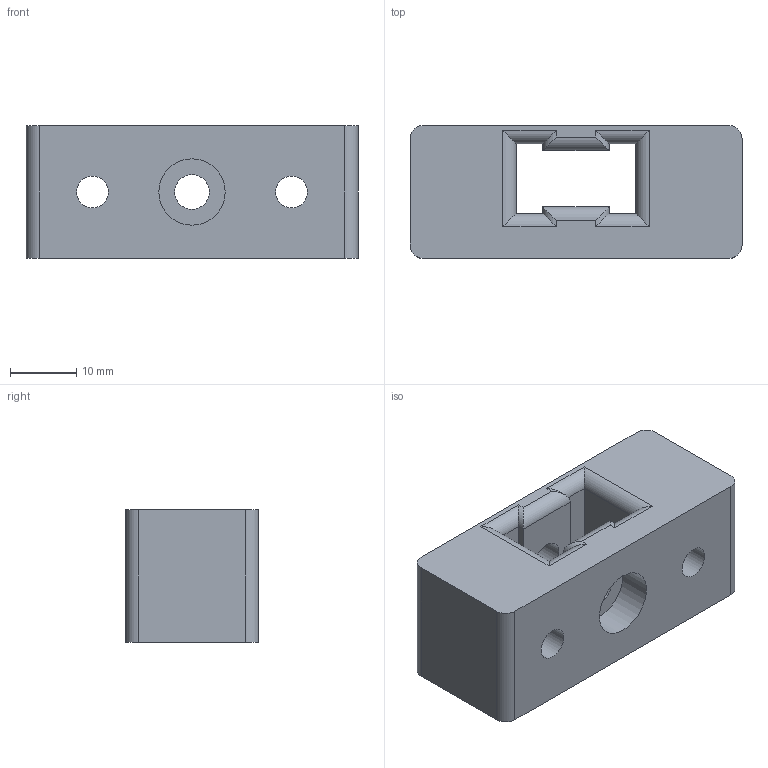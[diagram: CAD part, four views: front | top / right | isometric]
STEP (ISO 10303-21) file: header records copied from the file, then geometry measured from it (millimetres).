
FILE_DESCRIPTION(('FreeCAD Model'),'2;1');
FILE_NAME('Open CASCADE Shape Model','2025-03-21T22:00:30',(''),(''), 'Open CASCADE STEP processor 7.8','FreeCAD','Unknown');
FILE_SCHEMA(('AUTOMOTIVE_DESIGN { 1 0 10303 214 1 1 1 1 }'));
Length unit declared in the file: millimetre
Products named in the file (1): Z_insert_belt
Bounding box: 50 x 20 x 20 mm (x, y, z)
Volume: 15241.3 mm3; surface area: 6265.5 mm2
Topology: 1 solids, 1 shells, 40 faces, 99 edges, 62 vertices
Faces by surface type: cylinder 21, plane 19
Full cylindrical faces by diameter (mm): 4.8 x2, 5.2 x2, 10 x1
Entity records: 1219 total; most frequent: DIRECTION 211, CARTESIAN_POINT 202, ORIENTED_EDGE 198, EDGE_CURVE 99, AXIS2_PLACEMENT_3D 71, LINE 69, VECTOR 69, VERTEX_POINT 62
